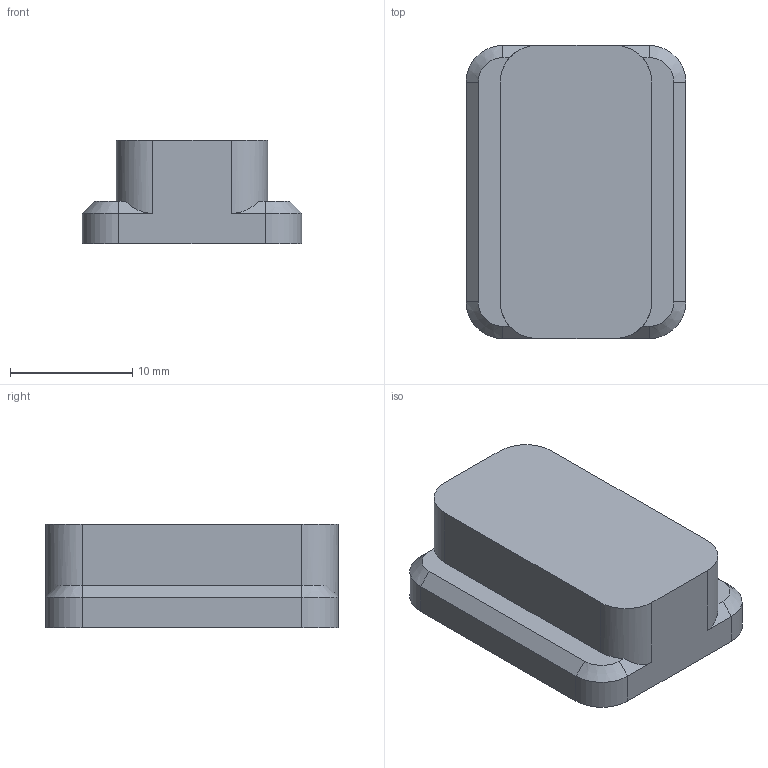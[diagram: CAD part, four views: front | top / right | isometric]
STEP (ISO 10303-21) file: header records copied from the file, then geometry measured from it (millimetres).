
FILE_DESCRIPTION(/* description */ (''),/* implementation_level */ '2;1');
FILE_NAME(/* name */ 'shoe.step',/* time_stamp */ '2026-01-23T16:05:24+02:00',/* author */ (''),/* organization */ (''),/* preprocessor_version */ 'ST-DEVELOPER v20.1',/* originating_system */ 'Autodesk Translation Framework v14.21.0.0',/* authorisation */ '');
FILE_SCHEMA (('AUTOMOTIVE_DESIGN { 1 0 10303 214 3 1 1 }'));
Length unit declared in the file: millimetre
Products named in the file (1): expo
Bounding box: 18 x 24 x 8.5 mm (x, y, z)
Volume: 2904.9 mm3; surface area: 1426.9 mm2
Topology: 1 solids, 1 shells, 28 faces, 70 edges, 44 vertices
Faces by surface type: plane 16, cylinder 8, cone 4
Entity records: 1280 total; most frequent: DIRECTION 152, CARTESIAN_POINT 143, ORIENTED_EDGE 140, EDGE_CURVE 70, PRESENTATION_STYLE_ASSIGNMENT 60, SURFACE_STYLE_USAGE 60, SURFACE_SIDE_STYLE 60, SURFACE_STYLE_FILL_AREA 60
